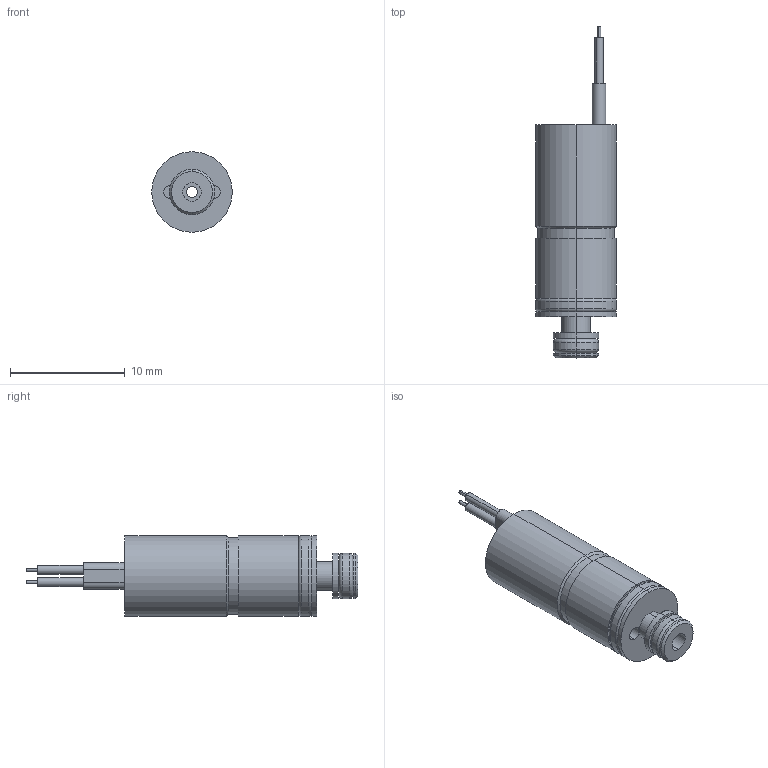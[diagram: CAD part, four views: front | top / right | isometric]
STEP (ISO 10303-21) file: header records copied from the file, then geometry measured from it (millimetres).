
FILE_DESCRIPTION (( 'STEP AP214' ), '1' );
FILE_NAME ('VA 304-7.STEP', '2016-02-01T11:01:13', ( '' ), ( '' ), 'SwSTEP 2.0', 'SolidWorks 2012', '' );
FILE_SCHEMA (( 'AUTOMOTIVE_DESIGN' ));
Length unit declared in the file: millimetre
Products named in the file (1): VA 304-7
Bounding box: 7 x 28.87 x 7 mm (x, y, z)
Volume: 651 mm3; surface area: 680 mm2
Topology: 1 solids, 1 shells, 95 faces, 208 edges, 132 vertices
Faces by surface type: cylinder 52, plane 24, cone 8, torus 8, bspline 3
Entity records: 4583 total; most frequent: CARTESIAN_POINT 1455, DIRECTION 485, ORIENTED_EDGE 416, AXIS2_PLACEMENT_3D 208, EDGE_CURVE 208, VERTEX_POINT 132, CIRCLE 115, EDGE_LOOP 114
